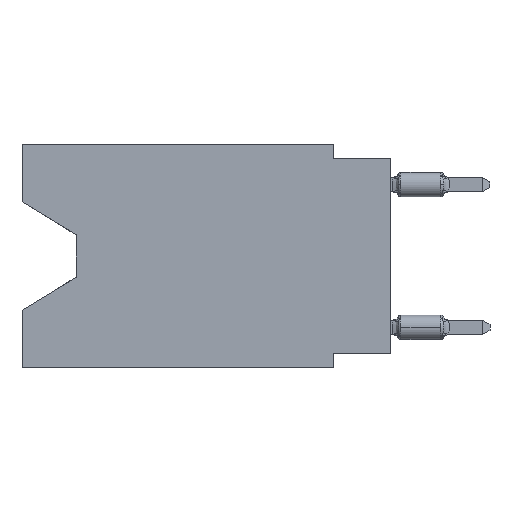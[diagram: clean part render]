
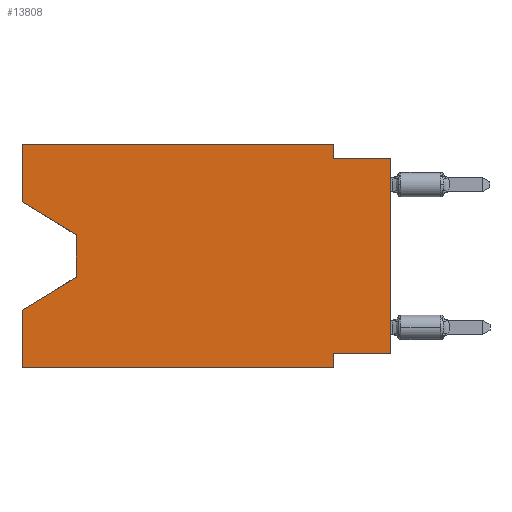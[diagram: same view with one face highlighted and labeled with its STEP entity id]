
A CAD part, left-side view. The second image highlights one B-rep face of the part: STEP entity #13808.
In plain terms, the highlighted planar face has unit normal (-1, 0, 0).
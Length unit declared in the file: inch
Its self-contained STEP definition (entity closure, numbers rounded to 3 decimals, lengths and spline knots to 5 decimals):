
#98 = CARTESIAN_POINT ( 'NONE',  ( 0., 0.1, 0. ) ) ;
#126 = ORIENTED_EDGE ( 'NONE', *, *, #9005, .T. ) ;
#279 = CARTESIAN_POINT ( 'NONE',  ( 0., 0.645, 0. ) ) ;
#369 = CARTESIAN_POINT ( 'NONE',  ( 0., 0.55, -0.232 ) ) ;
#673 = DIRECTION ( 'NONE',  ( 0., -0.855, -0.519 ) ) ;
#735 = CARTESIAN_POINT ( 'NONE',  ( 0., 0.55, -0.158 ) ) ;
#798 = CARTESIAN_POINT ( 'NONE',  ( 0., 0.645, 0. ) ) ;
#960 = VECTOR ( 'NONE', #12292, 39.37008 ) ;
#1050 = VERTEX_POINT ( 'NONE', #2489 ) ;
#1274 = VECTOR ( 'NONE', #8294, 39.37008 ) ;
#1443 = EDGE_CURVE ( 'NONE', #14017, #13829, #4108, .T. ) ;
#1544 = EDGE_CURVE ( 'NONE', #1050, #10291, #7747, .T. ) ;
#1564 = EDGE_CURVE ( 'NONE', #5730, #5877, #12145, .T. ) ;
#1859 = LINE ( 'NONE', #6325, #3295 ) ;
#1889 = LINE ( 'NONE', #13101, #7195 ) ;
#1934 = DIRECTION ( 'NONE',  ( 0., 0.855, -0.519 ) ) ;
#2095 = EDGE_CURVE ( 'NONE', #5730, #14321, #9198, .T. ) ;
#2122 = DIRECTION ( 'NONE',  ( 0., 0., 1. ) ) ;
#2194 = EDGE_CURVE ( 'NONE', #1050, #12160, #8259, .T. ) ;
#2489 = CARTESIAN_POINT ( 'NONE',  ( 0., 0., -0.365 ) ) ;
#2731 = DIRECTION ( 'NONE',  ( 0., 0., 1. ) ) ;
#2993 = CARTESIAN_POINT ( 'NONE',  ( 0., 0.645, -0.10025 ) ) ;
#3295 = VECTOR ( 'NONE', #1934, 39.37008 ) ;
#3297 = VERTEX_POINT ( 'NONE', #10180 ) ;
#3384 = VECTOR ( 'NONE', #5666, 39.37008 ) ;
#3415 = ORIENTED_EDGE ( 'NONE', *, *, #1443, .T. ) ;
#3611 = VECTOR ( 'NONE', #4791, 39.37008 ) ;
#3691 = ORIENTED_EDGE ( 'NONE', *, *, #1544, .F. ) ;
#3825 = ORIENTED_EDGE ( 'NONE', *, *, #2095, .T. ) ;
#4067 = ORIENTED_EDGE ( 'NONE', *, *, #11790, .F. ) ;
#4095 = DIRECTION ( 'NONE',  ( 0., -1., 0. ) ) ;
#4108 = LINE ( 'NONE', #2993, #5131 ) ;
#4384 = CARTESIAN_POINT ( 'NONE',  ( 0., 0.645, 0. ) ) ;
#4565 = LINE ( 'NONE', #98, #3384 ) ;
#4596 = FACE_OUTER_BOUND ( 'NONE', #12321, .T. ) ;
#4662 = CARTESIAN_POINT ( 'NONE',  ( 0., 0.55, -0.158 ) ) ;
#4791 = DIRECTION ( 'NONE',  ( 0., -1., 0. ) ) ;
#4983 = CARTESIAN_POINT ( 'NONE',  ( 0., 0.645, 0. ) ) ;
#5057 = DIRECTION ( 'NONE',  ( 0., 0., 1. ) ) ;
#5080 = CARTESIAN_POINT ( 'NONE',  ( 0., 0.645, -0.39 ) ) ;
#5131 = VECTOR ( 'NONE', #673, 39.37008 ) ;
#5323 = EDGE_CURVE ( 'NONE', #11572, #6321, #1889, .T. ) ;
#5664 = ORIENTED_EDGE ( 'NONE', *, *, #1564, .F. ) ;
#5666 = DIRECTION ( 'NONE',  ( 0., 0., -1. ) ) ;
#5730 = VERTEX_POINT ( 'NONE', #7144 ) ;
#5877 = VERTEX_POINT ( 'NONE', #9580 ) ;
#6132 = DIRECTION ( 'NONE',  ( 0., -1., 0. ) ) ;
#6174 = VECTOR ( 'NONE', #2731, 39.37008 ) ;
#6321 = VERTEX_POINT ( 'NONE', #8683 ) ;
#6325 = CARTESIAN_POINT ( 'NONE',  ( 0., 0.55, -0.232 ) ) ;
#6375 = CARTESIAN_POINT ( 'NONE',  ( 0., 0.1, -0.39 ) ) ;
#6715 = DIRECTION ( 'NONE',  ( 1., 0., 0. ) ) ;
#6860 = PLANE ( 'NONE',  #13394 ) ;
#7144 = CARTESIAN_POINT ( 'NONE',  ( 0., 0.645, -0.39 ) ) ;
#7195 = VECTOR ( 'NONE', #4095, 39.37008 ) ;
#7672 = CARTESIAN_POINT ( 'NONE',  ( 0., 0., -0.365 ) ) ;
#7747 = LINE ( 'NONE', #7672, #960 ) ;
#7979 = ORIENTED_EDGE ( 'NONE', *, *, #13518, .F. ) ;
#8169 = VECTOR ( 'NONE', #2122, 39.37008 ) ;
#8259 = LINE ( 'NONE', #10304, #6174 ) ;
#8294 = DIRECTION ( 'NONE',  ( 0., 0., -1. ) ) ;
#8683 = CARTESIAN_POINT ( 'NONE',  ( 0., 0.1, 0. ) ) ;
#9005 = EDGE_CURVE ( 'NONE', #10802, #5877, #1859, .T. ) ;
#9006 = DIRECTION ( 'NONE',  ( 0., 0., -1. ) ) ;
#9108 = ORIENTED_EDGE ( 'NONE', *, *, #12940, .F. ) ;
#9198 = LINE ( 'NONE', #5080, #3611 ) ;
#9580 = CARTESIAN_POINT ( 'NONE',  ( 0., 0.645, -0.28975 ) ) ;
#9995 = ORIENTED_EDGE ( 'NONE', *, *, #12830, .F. ) ;
#10044 = LINE ( 'NONE', #12202, #10554 ) ;
#10180 = CARTESIAN_POINT ( 'NONE',  ( 0., 0.1, -0.025 ) ) ;
#10291 = VERTEX_POINT ( 'NONE', #14104 ) ;
#10304 = CARTESIAN_POINT ( 'NONE',  ( 0., 0., 0. ) ) ;
#10413 = LINE ( 'NONE', #735, #1274 ) ;
#10554 = VECTOR ( 'NONE', #11106, 39.37008 ) ;
#10802 = VERTEX_POINT ( 'NONE', #369 ) ;
#10948 = CARTESIAN_POINT ( 'NONE',  ( 0., 0.645, -0.10025 ) ) ;
#11021 = CARTESIAN_POINT ( 'NONE',  ( 0., 0., -0.025 ) ) ;
#11067 = ORIENTED_EDGE ( 'NONE', *, *, #12748, .T. ) ;
#11080 = ORIENTED_EDGE ( 'NONE', *, *, #5323, .F. ) ;
#11106 = DIRECTION ( 'NONE',  ( 0., 0., -1. ) ) ;
#11270 = VECTOR ( 'NONE', #5057, 39.37008 ) ;
#11572 = VERTEX_POINT ( 'NONE', #798 ) ;
#11632 = LINE ( 'NONE', #13832, #12190 ) ;
#11638 = LINE ( 'NONE', #4983, #11270 ) ;
#11790 = EDGE_CURVE ( 'NONE', #10291, #14321, #10044, .T. ) ;
#12145 = LINE ( 'NONE', #4384, #8169 ) ;
#12160 = VERTEX_POINT ( 'NONE', #11021 ) ;
#12190 = VECTOR ( 'NONE', #6132, 39.37008 ) ;
#12202 = CARTESIAN_POINT ( 'NONE',  ( 0., 0.1, -0.39 ) ) ;
#12292 = DIRECTION ( 'NONE',  ( 0., 1., 0. ) ) ;
#12321 = EDGE_LOOP ( 'NONE', ( #3415, #11067, #126, #5664, #3825, #4067, #3691, #14368, #9995, #9108, #11080, #7979 ) ) ;
#12748 = EDGE_CURVE ( 'NONE', #13829, #10802, #10413, .T. ) ;
#12830 = EDGE_CURVE ( 'NONE', #3297, #12160, #11632, .T. ) ;
#12940 = EDGE_CURVE ( 'NONE', #6321, #3297, #4565, .T. ) ;
#13101 = CARTESIAN_POINT ( 'NONE',  ( 0., 0.645, 0. ) ) ;
#13394 = AXIS2_PLACEMENT_3D ( 'NONE', #279, #6715, #9006 ) ;
#13518 = EDGE_CURVE ( 'NONE', #14017, #11572, #11638, .T. ) ;
#13808 = ADVANCED_FACE ( 'NONE', ( #4596 ), #6860, .F. ) ;
#13829 = VERTEX_POINT ( 'NONE', #4662 ) ;
#13832 = CARTESIAN_POINT ( 'NONE',  ( 0., 0., -0.025 ) ) ;
#14017 = VERTEX_POINT ( 'NONE', #10948 ) ;
#14104 = CARTESIAN_POINT ( 'NONE',  ( 0., 0.1, -0.365 ) ) ;
#14321 = VERTEX_POINT ( 'NONE', #6375 ) ;
#14368 = ORIENTED_EDGE ( 'NONE', *, *, #2194, .T. ) ;
